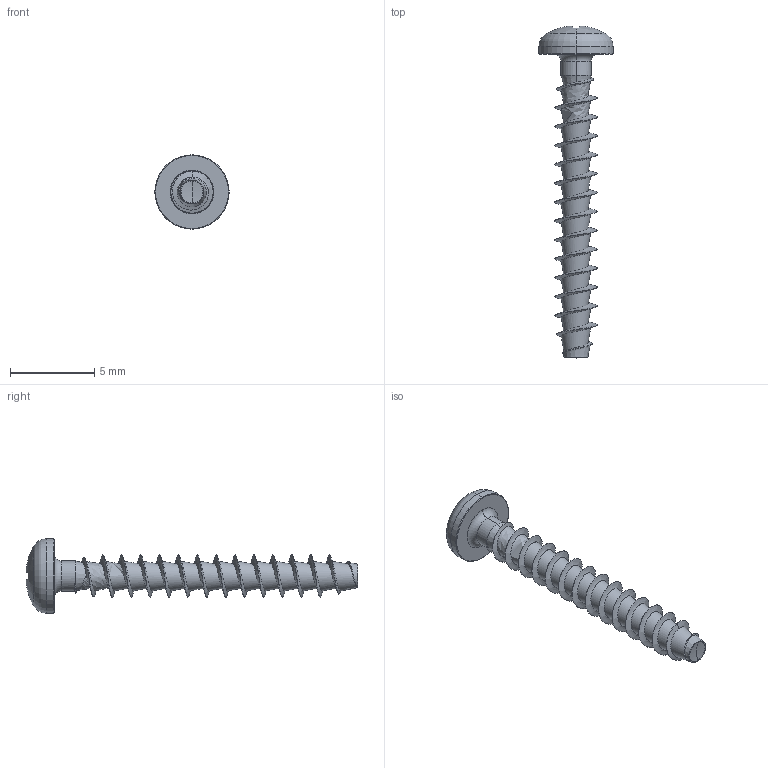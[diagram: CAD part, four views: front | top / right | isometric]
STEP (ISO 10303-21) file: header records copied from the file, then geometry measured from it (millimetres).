
FILE_DESCRIPTION (( 'STEP AP203' ), '1' );
FILE_NAME ('STP32A0250180.STEP', '2017-11-16T19:33:54', ( '' ), ( '' ), 'SwSTEP 2.0', 'SolidWorks 2015', '' );
FILE_SCHEMA (( 'CONFIG_CONTROL_DESIGN' ));
Length unit declared in the file: millimetre
Products named in the file (1): STP32A0250180
Bounding box: 4.4 x 19.68 x 4.4 mm (x, y, z)
Volume: 60.3 mm3; surface area: 207.1 mm2
Topology: 1 solids, 1 shells, 160 faces, 354 edges, 196 vertices
Faces by surface type: bspline 48, torus 28, sphere 28, cylinder 25, plane 22, cone 9
Entity records: 17562 total; most frequent: CARTESIAN_POINT 14264, ORIENTED_EDGE 704, DIRECTION 654, EDGE_CURVE 352, AXIS2_PLACEMENT_3D 298, VERTEX_POINT 196, CIRCLE 185, EDGE_LOOP 162
